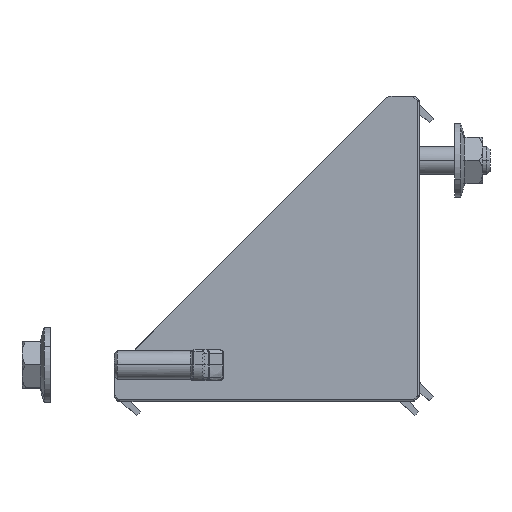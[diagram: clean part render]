
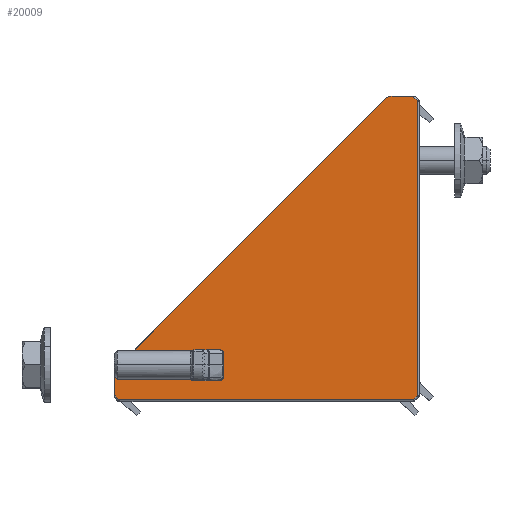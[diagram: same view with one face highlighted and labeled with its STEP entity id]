
A CAD part, top view. The second image highlights one B-rep face of the part: STEP entity #20009.
In plain terms, the highlighted planar face has unit normal (0.012, -0.012, 1).
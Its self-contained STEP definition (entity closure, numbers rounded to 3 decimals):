
#83 = EDGE_CURVE ( 'NONE', #9038, #10471, #28497, .T. ) ;
#524 = CARTESIAN_POINT ( 'NONE',  ( -7.924, 86., 43.99 ) ) ;
#723 = CARTESIAN_POINT ( 'NONE',  ( -9.338, 85.414, 44. ) ) ;
#1126 = EDGE_CURVE ( 'NONE', #12758, #22280, #13949, .T. ) ;
#1535 = CARTESIAN_POINT ( 'NONE',  ( -85.794, 8.958, 44. ) ) ;
#1872 = CARTESIAN_POINT ( 'NONE',  ( -86., 1.854, 43.915 ) ) ;
#1928 = LINE ( 'NONE', #9120, #25211 ) ;
#2807 = CARTESIAN_POINT ( 'NONE',  ( -8.958, 85.794, 44. ) ) ;
#3828 = CARTESIAN_POINT ( 'NONE',  ( -86., 7.924, 43.99 ) ) ;
#4474 = DIRECTION ( 'NONE',  ( 0.707, -0.707, -0.017 ) ) ;
#5134 = CARTESIAN_POINT ( 'NONE',  ( -1.148, 86., 43.906 ) ) ;
#6221 = VERTEX_POINT ( 'NONE', #9041 ) ;
#6587 = CARTESIAN_POINT ( 'NONE',  ( -1.414, 0.494, 42.854 ) ) ;
#7008 = LINE ( 'NONE', #22019, #12525 ) ;
#7162 = ORIENTED_EDGE ( 'NONE', *, *, #19693, .T. ) ;
#8387 = ORIENTED_EDGE ( 'NONE', *, *, #17100, .T. ) ;
#8549 = VECTOR ( 'NONE', #10717, 1000. ) ;
#8558 = DIRECTION ( 'NONE',  ( -0.707, 0.707, 0.017 ) ) ;
#8856 = DIRECTION ( 'NONE',  ( 1., 0., -0.012 ) ) ;
#9000 = DIRECTION ( 'NONE',  ( 1., 0., -0.012 ) ) ;
#9038 = VERTEX_POINT ( 'NONE', #1872 ) ;
#9041 = CARTESIAN_POINT ( 'NONE',  ( -0.494, 1.615, 42.857 ) ) ;
#9120 = CARTESIAN_POINT ( 'NONE',  ( -86., 7.924, 43.99 ) ) ;
#9483 = CARTESIAN_POINT ( 'NONE',  ( -84.64, 0.494, 43.881 ) ) ;
#9741 = ORIENTED_EDGE ( 'NONE', *, *, #1126, .T. ) ;
#10471 = VERTEX_POINT ( 'NONE', #9483 ) ;
#10669 =( BOUNDED_CURVE ( )  B_SPLINE_CURVE ( 3, ( #524, #27483, #2807, #18569 ),
 .UNSPECIFIED., .F., .F. ) 
 B_SPLINE_CURVE_WITH_KNOTS ( ( 4, 4 ),
 ( 2.356, 3.142 ),
 .UNSPECIFIED. ) 
 CURVE ( )  GEOMETRIC_REPRESENTATION_ITEM ( )  RATIONAL_B_SPLINE_CURVE ( ( 1., 0.949, 0.949, 1. ) ) 
 REPRESENTATION_ITEM ( '' )  );
#10681 = DIRECTION ( 'NONE',  ( 0., 1., 0.012 ) ) ;
#10717 = DIRECTION ( 'NONE',  ( -0.707, -0.707, 0. ) ) ;
#10807 = VECTOR ( 'NONE', #8856, 1000. ) ;
#11279 = VECTOR ( 'NONE', #4474, 1000. ) ;
#11465 = EDGE_CURVE ( 'NONE', #10471, #22982, #28033, .T. ) ;
#12525 = VECTOR ( 'NONE', #8558, 1000. ) ;
#12758 = VERTEX_POINT ( 'NONE', #15417 ) ;
#12865 = EDGE_CURVE ( 'NONE', #22280, #9038, #1928, .T. ) ;
#13194 = VECTOR ( 'NONE', #20860, 1000. ) ;
#13949 =( BOUNDED_CURVE ( )  B_SPLINE_CURVE ( 3, ( #17025, #1535, #17320, #3828 ),
 .UNSPECIFIED., .F., .T. ) 
 B_SPLINE_CURVE_WITH_KNOTS ( ( 4, 4 ),
 ( 3.142, 3.927 ),
 .UNSPECIFIED. ) 
 CURVE ( )  GEOMETRIC_REPRESENTATION_ITEM ( )  RATIONAL_B_SPLINE_CURVE ( ( 1., 0.949, 0.949, 1. ) ) 
 REPRESENTATION_ITEM ( '' )  );
#15164 = EDGE_CURVE ( 'NONE', #6221, #27803, #15204, .T. ) ;
#15204 = LINE ( 'NONE', #24169, #15901 ) ;
#15417 = CARTESIAN_POINT ( 'NONE',  ( -85.414, 9.338, 44. ) ) ;
#15624 = VERTEX_POINT ( 'NONE', #22536 ) ;
#15901 = VECTOR ( 'NONE', #10681, 1000. ) ;
#16430 = CARTESIAN_POINT ( 'NONE',  ( -0.494, 84.64, 43.881 ) ) ;
#16551 = CARTESIAN_POINT ( 'NONE',  ( -86., 7.924, 43.99 ) ) ;
#16817 = EDGE_CURVE ( 'NONE', #28922, #15624, #17942, .T. ) ;
#16851 = AXIS2_PLACEMENT_3D ( 'NONE', #24641, #22460, #9000 ) ;
#17025 = CARTESIAN_POINT ( 'NONE',  ( -85.414, 9.338, 44. ) ) ;
#17100 = EDGE_CURVE ( 'NONE', #27803, #28922, #7008, .T. ) ;
#17320 = CARTESIAN_POINT ( 'NONE',  ( -86., 8.461, 43.996 ) ) ;
#17614 = EDGE_CURVE ( 'NONE', #22982, #6221, #19921, .T. ) ;
#17942 = LINE ( 'NONE', #5134, #22508 ) ;
#17972 = EDGE_LOOP ( 'NONE', ( #26439, #27893, #28495, #20456, #8387, #23780, #7162, #24248, #9741, #19457 ) ) ;
#18176 = DIRECTION ( 'NONE',  ( 0., -1., -0.012 ) ) ;
#18569 = CARTESIAN_POINT ( 'NONE',  ( -9.338, 85.414, 44. ) ) ;
#18618 = DIRECTION ( 'NONE',  ( -1., 0., 0.012 ) ) ;
#19457 = ORIENTED_EDGE ( 'NONE', *, *, #12865, .T. ) ;
#19693 = EDGE_CURVE ( 'NONE', #15624, #20952, #10669, .T. ) ;
#19921 = LINE ( 'NONE', #25277, #13194 ) ;
#20009 = ADVANCED_FACE ( 'Fl�che2', ( #26102 ), #20211, .T. ) ;
#20211 = PLANE ( 'NONE',  #16851 ) ;
#20224 = CARTESIAN_POINT ( 'NONE',  ( -84.499, 0.354, 43.878 ) ) ;
#20456 = ORIENTED_EDGE ( 'NONE', *, *, #15164, .T. ) ;
#20518 = LINE ( 'NONE', #28679, #8549 ) ;
#20860 = DIRECTION ( 'NONE',  ( 0.707, 0.707, 0. ) ) ;
#20952 = VERTEX_POINT ( 'NONE', #723 ) ;
#22019 = CARTESIAN_POINT ( 'NONE',  ( -1.501, 85.646, 43.906 ) ) ;
#22280 = VERTEX_POINT ( 'NONE', #16551 ) ;
#22460 = DIRECTION ( 'NONE',  ( 0.012, -0.012, 1. ) ) ;
#22508 = VECTOR ( 'NONE', #18618, 1000. ) ;
#22536 = CARTESIAN_POINT ( 'NONE',  ( -7.924, 86., 43.99 ) ) ;
#22982 = VERTEX_POINT ( 'NONE', #27087 ) ;
#23222 = CARTESIAN_POINT ( 'NONE',  ( -1.854, 86., 43.915 ) ) ;
#23780 = ORIENTED_EDGE ( 'NONE', *, *, #16817, .T. ) ;
#24169 = CARTESIAN_POINT ( 'NONE',  ( -0.494, 84.146, 43.875 ) ) ;
#24248 = ORIENTED_EDGE ( 'NONE', *, *, #29177, .T. ) ;
#24641 = CARTESIAN_POINT ( 'NONE',  ( -9.338, 85.414, 44. ) ) ;
#25211 = VECTOR ( 'NONE', #18176, 1000. ) ;
#25277 = CARTESIAN_POINT ( 'NONE',  ( -0.347, 1.762, 42.857 ) ) ;
#26102 = FACE_OUTER_BOUND ( 'NONE', #17972, .T. ) ;
#26439 = ORIENTED_EDGE ( 'NONE', *, *, #83, .T. ) ;
#27087 = CARTESIAN_POINT ( 'NONE',  ( -1.615, 0.494, 42.857 ) ) ;
#27483 = CARTESIAN_POINT ( 'NONE',  ( -8.461, 86., 43.996 ) ) ;
#27803 = VERTEX_POINT ( 'NONE', #16430 ) ;
#27893 = ORIENTED_EDGE ( 'NONE', *, *, #11465, .T. ) ;
#28033 = LINE ( 'NONE', #6587, #10807 ) ;
#28495 = ORIENTED_EDGE ( 'NONE', *, *, #17614, .T. ) ;
#28497 = LINE ( 'NONE', #20224, #11279 ) ;
#28679 = CARTESIAN_POINT ( 'NONE',  ( -9.338, 85.414, 44. ) ) ;
#28922 = VERTEX_POINT ( 'NONE', #23222 ) ;
#29177 = EDGE_CURVE ( 'NONE', #20952, #12758, #20518, .T. ) ;
